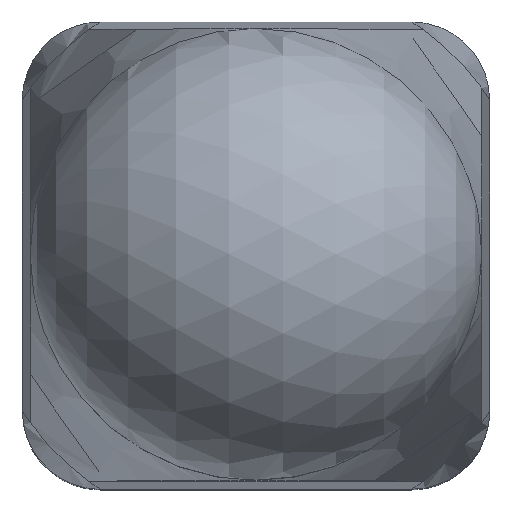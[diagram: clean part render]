
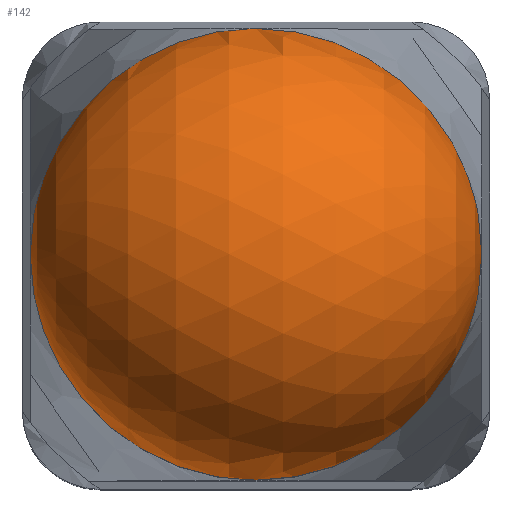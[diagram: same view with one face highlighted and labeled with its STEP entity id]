
A CAD part, top view. The second image highlights one B-rep face of the part: STEP entity #142.
In plain terms, the highlighted spherical face has radius 58 mm.
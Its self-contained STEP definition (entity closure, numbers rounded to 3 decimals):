
#87 = CIRCLE ( 'NONE', #1309, 58. ) ;
#122 = EDGE_CURVE ( 'NONE', #1130, #1130, #87, .T. ) ;
#142 = ADVANCED_FACE ( 'NONE', ( #620 ), #284, .T. ) ;
#284 = SPHERICAL_SURFACE ( 'NONE', #1088, 58. ) ;
#365 = CARTESIAN_POINT ( 'NONE',  ( 0., 0., 32. ) ) ;
#588 = DIRECTION ( 'NONE',  ( 1., 0., 0. ) ) ;
#620 = FACE_OUTER_BOUND ( 'NONE', #935, .T. ) ;
#727 = DIRECTION ( 'NONE',  ( -1., 0., 0. ) ) ;
#762 = DIRECTION ( 'NONE',  ( 0., 0., 1. ) ) ;
#835 = DIRECTION ( 'NONE',  ( 0., 1., 0. ) ) ;
#866 = CARTESIAN_POINT ( 'NONE',  ( 58., 0., 32. ) ) ;
#935 = EDGE_LOOP ( 'NONE', ( #1332 ) ) ;
#971 = CARTESIAN_POINT ( 'NONE',  ( 0., 0., 32. ) ) ;
#1088 = AXIS2_PLACEMENT_3D ( 'NONE', #365, #727, #835 ) ;
#1130 = VERTEX_POINT ( 'NONE', #866 ) ;
#1309 = AXIS2_PLACEMENT_3D ( 'NONE', #971, #762, #588 ) ;
#1332 = ORIENTED_EDGE ( 'NONE', *, *, #122, .T. ) ;
